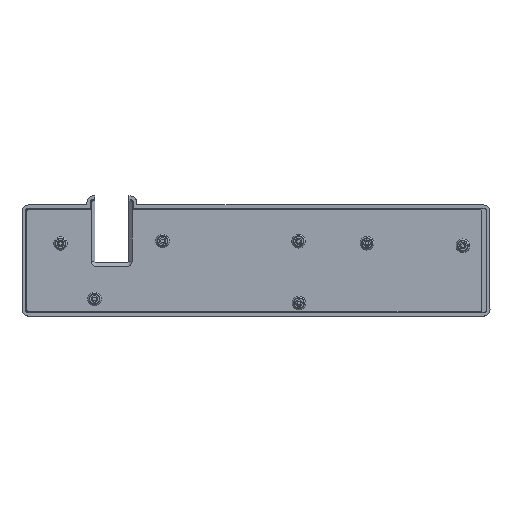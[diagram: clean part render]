
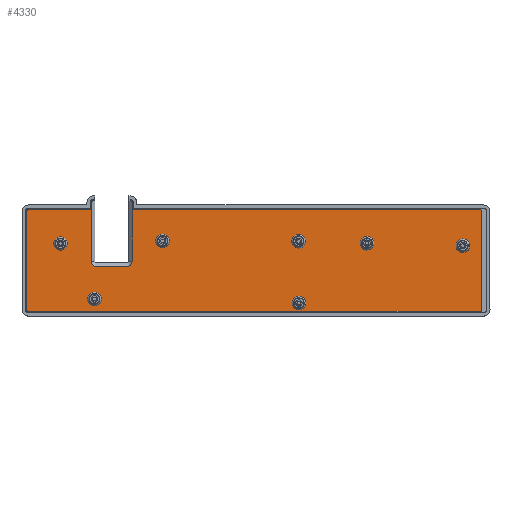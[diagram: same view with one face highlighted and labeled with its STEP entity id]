
A CAD part, top view. The second image highlights one B-rep face of the part: STEP entity #4330.
In plain terms, the highlighted planar face has unit normal (0, 0, 1).
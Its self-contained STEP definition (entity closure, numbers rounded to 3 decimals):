
#268=FACE_BOUND('',#701,.T.);
#269=FACE_BOUND('',#702,.T.);
#270=FACE_BOUND('',#703,.T.);
#271=FACE_BOUND('',#704,.T.);
#272=FACE_BOUND('',#705,.T.);
#273=FACE_BOUND('',#706,.T.);
#274=FACE_BOUND('',#707,.T.);
#313=PLANE('',#4634);
#434=FACE_OUTER_BOUND('',#700,.T.);
#700=EDGE_LOOP('',(#3010,#3011,#3012,#3013,#3014,#3015,#3016,#3017,#3018,
#3019,#3020,#3021,#3022,#3023,#3024,#3025));
#701=EDGE_LOOP('',(#3026));
#702=EDGE_LOOP('',(#3027));
#703=EDGE_LOOP('',(#3028));
#704=EDGE_LOOP('',(#3029));
#705=EDGE_LOOP('',(#3030));
#706=EDGE_LOOP('',(#3031));
#707=EDGE_LOOP('',(#3032));
#1001=LINE('',#5982,#1370);
#1022=LINE('',#6058,#1391);
#1023=LINE('',#6062,#1392);
#1024=LINE('',#6066,#1393);
#1025=LINE('',#6070,#1394);
#1026=LINE('',#6074,#1395);
#1027=LINE('',#6078,#1396);
#1028=LINE('',#6082,#1397);
#1370=VECTOR('',#4967,10.);
#1391=VECTOR('',#5026,10.);
#1392=VECTOR('',#5029,10.);
#1393=VECTOR('',#5032,10.);
#1394=VECTOR('',#5035,10.);
#1395=VECTOR('',#5038,10.);
#1396=VECTOR('',#5041,10.);
#1397=VECTOR('',#5044,10.);
#1757=CIRCLE('',#4635,1.1);
#1758=CIRCLE('',#4636,3.);
#1759=CIRCLE('',#4637,3.);
#1760=CIRCLE('',#4638,1.1);
#1761=CIRCLE('',#4639,0.9);
#1762=CIRCLE('',#4640,0.9);
#1763=CIRCLE('',#4641,0.9);
#1764=CIRCLE('',#4642,0.9);
#1765=CIRCLE('',#4643,3.8);
#1766=CIRCLE('',#4644,3.8);
#1767=CIRCLE('',#4645,3.8);
#1768=CIRCLE('',#4646,3.8);
#1769=CIRCLE('',#4647,3.8);
#1770=CIRCLE('',#4648,3.8);
#1771=CIRCLE('',#4649,3.8);
#1871=VERTEX_POINT('',#5979);
#1872=VERTEX_POINT('',#5981);
#1907=VERTEX_POINT('',#6055);
#1908=VERTEX_POINT('',#6057);
#1909=VERTEX_POINT('',#6059);
#1910=VERTEX_POINT('',#6061);
#1911=VERTEX_POINT('',#6063);
#1912=VERTEX_POINT('',#6065);
#1913=VERTEX_POINT('',#6067);
#1914=VERTEX_POINT('',#6069);
#1915=VERTEX_POINT('',#6071);
#1916=VERTEX_POINT('',#6073);
#1917=VERTEX_POINT('',#6075);
#1918=VERTEX_POINT('',#6077);
#1919=VERTEX_POINT('',#6079);
#1920=VERTEX_POINT('',#6081);
#1921=VERTEX_POINT('',#6084);
#1922=VERTEX_POINT('',#6086);
#1923=VERTEX_POINT('',#6088);
#1924=VERTEX_POINT('',#6090);
#1925=VERTEX_POINT('',#6092);
#1926=VERTEX_POINT('',#6094);
#1927=VERTEX_POINT('',#6096);
#2307=EDGE_CURVE('',#1872,#1871,#1001,.F.);
#2344=EDGE_CURVE('',#1871,#1907,#1757,.F.);
#2345=EDGE_CURVE('',#1908,#1907,#1022,.T.);
#2346=EDGE_CURVE('',#1909,#1908,#1758,.T.);
#2347=EDGE_CURVE('',#1910,#1909,#1023,.T.);
#2348=EDGE_CURVE('',#1911,#1910,#1759,.T.);
#2349=EDGE_CURVE('',#1912,#1911,#1024,.T.);
#2350=EDGE_CURVE('',#1912,#1913,#1760,.F.);
#2351=EDGE_CURVE('',#1913,#1914,#1025,.F.);
#2352=EDGE_CURVE('',#1914,#1915,#1761,.F.);
#2353=EDGE_CURVE('',#1915,#1916,#1026,.F.);
#2354=EDGE_CURVE('',#1916,#1917,#1762,.F.);
#2355=EDGE_CURVE('',#1917,#1918,#1027,.F.);
#2356=EDGE_CURVE('',#1918,#1919,#1763,.F.);
#2357=EDGE_CURVE('',#1919,#1920,#1028,.F.);
#2358=EDGE_CURVE('',#1920,#1872,#1764,.F.);
#2359=EDGE_CURVE('',#1921,#1921,#1765,.T.);
#2360=EDGE_CURVE('',#1922,#1922,#1766,.T.);
#2361=EDGE_CURVE('',#1923,#1923,#1767,.T.);
#2362=EDGE_CURVE('',#1924,#1924,#1768,.T.);
#2363=EDGE_CURVE('',#1925,#1925,#1769,.T.);
#2364=EDGE_CURVE('',#1926,#1926,#1770,.T.);
#2365=EDGE_CURVE('',#1927,#1927,#1771,.T.);
#3010=ORIENTED_EDGE('',*,*,#2307,.T.);
#3011=ORIENTED_EDGE('',*,*,#2344,.T.);
#3012=ORIENTED_EDGE('',*,*,#2345,.F.);
#3013=ORIENTED_EDGE('',*,*,#2346,.F.);
#3014=ORIENTED_EDGE('',*,*,#2347,.F.);
#3015=ORIENTED_EDGE('',*,*,#2348,.F.);
#3016=ORIENTED_EDGE('',*,*,#2349,.F.);
#3017=ORIENTED_EDGE('',*,*,#2350,.T.);
#3018=ORIENTED_EDGE('',*,*,#2351,.T.);
#3019=ORIENTED_EDGE('',*,*,#2352,.T.);
#3020=ORIENTED_EDGE('',*,*,#2353,.T.);
#3021=ORIENTED_EDGE('',*,*,#2354,.T.);
#3022=ORIENTED_EDGE('',*,*,#2355,.T.);
#3023=ORIENTED_EDGE('',*,*,#2356,.T.);
#3024=ORIENTED_EDGE('',*,*,#2357,.T.);
#3025=ORIENTED_EDGE('',*,*,#2358,.T.);
#3026=ORIENTED_EDGE('',*,*,#2359,.F.);
#3027=ORIENTED_EDGE('',*,*,#2360,.F.);
#3028=ORIENTED_EDGE('',*,*,#2361,.F.);
#3029=ORIENTED_EDGE('',*,*,#2362,.F.);
#3030=ORIENTED_EDGE('',*,*,#2363,.F.);
#3031=ORIENTED_EDGE('',*,*,#2364,.F.);
#3032=ORIENTED_EDGE('',*,*,#2365,.F.);
#4330=ADVANCED_FACE('',(#434,#268,#269,#270,#271,#272,#273,#274),#313,.T.);
#4634=AXIS2_PLACEMENT_3D('',#6054,#5022,#5023);
#4635=AXIS2_PLACEMENT_3D('',#6056,#5024,#5025);
#4636=AXIS2_PLACEMENT_3D('',#6060,#5027,#5028);
#4637=AXIS2_PLACEMENT_3D('',#6064,#5030,#5031);
#4638=AXIS2_PLACEMENT_3D('',#6068,#5033,#5034);
#4639=AXIS2_PLACEMENT_3D('',#6072,#5036,#5037);
#4640=AXIS2_PLACEMENT_3D('',#6076,#5039,#5040);
#4641=AXIS2_PLACEMENT_3D('',#6080,#5042,#5043);
#4642=AXIS2_PLACEMENT_3D('',#6083,#5045,#5046);
#4643=AXIS2_PLACEMENT_3D('',#6085,#5047,#5048);
#4644=AXIS2_PLACEMENT_3D('',#6087,#5049,#5050);
#4645=AXIS2_PLACEMENT_3D('',#6089,#5051,#5052);
#4646=AXIS2_PLACEMENT_3D('',#6091,#5053,#5054);
#4647=AXIS2_PLACEMENT_3D('',#6093,#5055,#5056);
#4648=AXIS2_PLACEMENT_3D('',#6095,#5057,#5058);
#4649=AXIS2_PLACEMENT_3D('',#6097,#5059,#5060);
#4967=DIRECTION('',(1.,0.,0.));
#5022=DIRECTION('center_axis',(0.,0.,1.));
#5023=DIRECTION('ref_axis',(1.,0.,0.));
#5024=DIRECTION('center_axis',(0.,0.,1.));
#5025=DIRECTION('ref_axis',(-1.,0.,0.));
#5026=DIRECTION('',(0.,1.,0.));
#5027=DIRECTION('center_axis',(0.,0.,1.));
#5028=DIRECTION('ref_axis',(0.,-1.,0.));
#5029=DIRECTION('',(1.,0.,0.));
#5030=DIRECTION('center_axis',(0.,0.,1.));
#5031=DIRECTION('ref_axis',(-1.,0.,0.));
#5032=DIRECTION('',(0.,-1.,0.));
#5033=DIRECTION('center_axis',(0.,0.,1.));
#5034=DIRECTION('ref_axis',(0.,-1.,0.));
#5035=DIRECTION('',(1.,0.,0.));
#5036=DIRECTION('center_axis',(0.,0.,-1.));
#5037=DIRECTION('ref_axis',(0.,1.,0.));
#5038=DIRECTION('',(0.,1.,0.));
#5039=DIRECTION('center_axis',(0.,0.,-1.));
#5040=DIRECTION('ref_axis',(-1.,0.,0.));
#5041=DIRECTION('',(-1.,0.,0.));
#5042=DIRECTION('center_axis',(0.,0.,-1.));
#5043=DIRECTION('ref_axis',(0.,-1.,0.));
#5044=DIRECTION('',(0.001,-1.,0.));
#5045=DIRECTION('center_axis',(0.,0.,-1.));
#5046=DIRECTION('ref_axis',(1.,0.001,0.));
#5047=DIRECTION('center_axis',(0.,0.,1.));
#5048=DIRECTION('ref_axis',(1.,0.,0.));
#5049=DIRECTION('center_axis',(0.,0.,1.));
#5050=DIRECTION('ref_axis',(1.,0.,0.));
#5051=DIRECTION('center_axis',(0.,0.,1.));
#5052=DIRECTION('ref_axis',(1.,0.,0.));
#5053=DIRECTION('center_axis',(0.,0.,1.));
#5054=DIRECTION('ref_axis',(1.,0.,0.));
#5055=DIRECTION('center_axis',(0.,0.,1.));
#5056=DIRECTION('ref_axis',(1.,0.,0.));
#5057=DIRECTION('center_axis',(0.,0.,1.));
#5058=DIRECTION('ref_axis',(1.,0.,0.));
#5059=DIRECTION('center_axis',(0.,0.,1.));
#5060=DIRECTION('ref_axis',(1.,0.,0.));
#5979=CARTESIAN_POINT('',(52.59,52.75,6.));
#5981=CARTESIAN_POINT('',(246.2,52.75,6.));
#5982=CARTESIAN_POINT('',(86.198,52.75,6.));
#6054=CARTESIAN_POINT('Origin',(119.805,26.815,6.));
#6055=CARTESIAN_POINT('',(51.5,53.702,6.));
#6056=CARTESIAN_POINT('Origin',(52.59,53.85,6.));
#6057=CARTESIAN_POINT('',(51.5,24.,6.));
#6058=CARTESIAN_POINT('',(51.5,25.408,6.));
#6059=CARTESIAN_POINT('',(48.5,21.,6.));
#6060=CARTESIAN_POINT('Origin',(48.5,24.,6.));
#6061=CARTESIAN_POINT('',(31.548,21.,6.));
#6062=CARTESIAN_POINT('',(75.677,21.,6.));
#6063=CARTESIAN_POINT('',(28.548,24.,6.));
#6064=CARTESIAN_POINT('Origin',(31.548,24.,6.));
#6065=CARTESIAN_POINT('',(28.548,53.104,6.));
#6066=CARTESIAN_POINT('',(28.548,43.122,6.));
#6067=CARTESIAN_POINT('',(27.74,52.75,6.));
#6068=CARTESIAN_POINT('Origin',(27.74,53.85,6.));
#6069=CARTESIAN_POINT('',(-6.62,52.76,6.));
#6070=CARTESIAN_POINT('',(56.596,52.742,6.));
#6071=CARTESIAN_POINT('',(-7.52,51.86,6.));
#6072=CARTESIAN_POINT('Origin',(-6.62,51.86,6.));
#6073=CARTESIAN_POINT('',(-7.52,-3.3,6.));
#6074=CARTESIAN_POINT('',(-7.52,11.758,6.));
#6075=CARTESIAN_POINT('',(-6.629,-4.2,6.));
#6076=CARTESIAN_POINT('Origin',(-6.62,-3.3,6.));
#6077=CARTESIAN_POINT('',(246.23,-4.2,6.));
#6078=CARTESIAN_POINT('',(183.017,-4.2,6.));
#6079=CARTESIAN_POINT('',(247.13,-3.299,6.));
#6080=CARTESIAN_POINT('Origin',(246.23,-3.3,6.));
#6081=CARTESIAN_POINT('',(247.1,51.851,6.));
#6082=CARTESIAN_POINT('',(247.107,39.367,6.));
#6083=CARTESIAN_POINT('Origin',(246.2,51.85,6.));
#6084=CARTESIAN_POINT('',(232.71,32.58,6.));
#6085=CARTESIAN_POINT('Origin',(236.51,32.58,6.));
#6086=CARTESIAN_POINT('',(26.65,2.8,6.));
#6087=CARTESIAN_POINT('Origin',(30.45,2.8,6.));
#6088=CARTESIAN_POINT('',(7.62,33.78,6.));
#6089=CARTESIAN_POINT('Origin',(11.42,33.78,6.));
#6090=CARTESIAN_POINT('',(140.846,35.064,6.));
#6091=CARTESIAN_POINT('Origin',(144.646,35.064,6.));
#6092=CARTESIAN_POINT('',(64.726,35.224,6.));
#6093=CARTESIAN_POINT('Origin',(68.526,35.224,6.));
#6094=CARTESIAN_POINT('',(141.01,0.46,6.));
#6095=CARTESIAN_POINT('Origin',(144.81,0.46,6.));
#6096=CARTESIAN_POINT('',(179.1,33.97,6.));
#6097=CARTESIAN_POINT('Origin',(182.9,33.97,6.));
